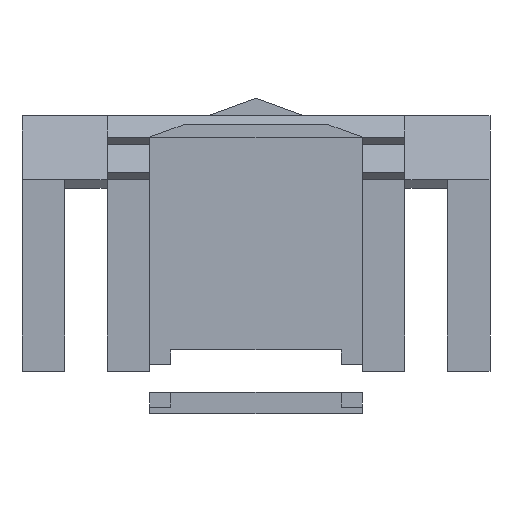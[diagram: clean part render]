
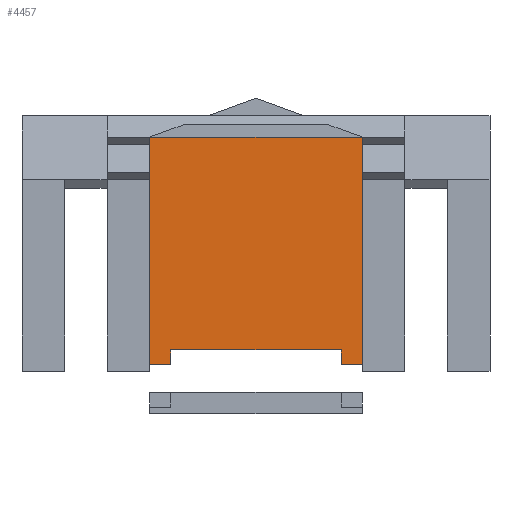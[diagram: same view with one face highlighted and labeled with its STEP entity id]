
A CAD part, left-side view. The second image highlights one B-rep face of the part: STEP entity #4457.
In plain terms, the highlighted planar face has unit normal (-1, 0, 0).
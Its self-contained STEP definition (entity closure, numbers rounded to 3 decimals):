
#81=FACE_OUTER_BOUND('',#316,.T.);
#316=EDGE_LOOP('',(#3160,#3161,#3162,#3163,#3164,#3165,#3166,#3167));
#686=LINE('',#6357,#1335);
#692=LINE('',#6369,#1341);
#693=LINE('',#6371,#1342);
#694=LINE('',#6373,#1343);
#695=LINE('',#6375,#1344);
#696=LINE('',#6377,#1345);
#697=LINE('',#6379,#1346);
#698=LINE('',#6380,#1347);
#1335=VECTOR('',#5157,3.29);
#1341=VECTOR('',#5167,3.29);
#1342=VECTOR('',#5168,3.29);
#1343=VECTOR('',#5169,3.29);
#1344=VECTOR('',#5170,3.29);
#1345=VECTOR('',#5171,3.29);
#1346=VECTOR('',#5172,3.29);
#1347=VECTOR('',#5173,3.29);
#1942=VERTEX_POINT('',#6354);
#1943=VERTEX_POINT('',#6356);
#1947=VERTEX_POINT('',#6368);
#1948=VERTEX_POINT('',#6370);
#1949=VERTEX_POINT('',#6372);
#1950=VERTEX_POINT('',#6374);
#1951=VERTEX_POINT('',#6376);
#1952=VERTEX_POINT('',#6378);
#2406=EDGE_CURVE('',#1942,#1943,#686,.T.);
#2412=EDGE_CURVE('',#1947,#1943,#692,.T.);
#2413=EDGE_CURVE('',#1948,#1942,#693,.T.);
#2414=EDGE_CURVE('',#1949,#1948,#694,.T.);
#2415=EDGE_CURVE('',#1950,#1949,#695,.T.);
#2416=EDGE_CURVE('',#1951,#1950,#696,.T.);
#2417=EDGE_CURVE('',#1952,#1951,#697,.T.);
#2418=EDGE_CURVE('',#1947,#1952,#698,.T.);
#3160=ORIENTED_EDGE('',*,*,#2412,.T.);
#3161=ORIENTED_EDGE('',*,*,#2406,.F.);
#3162=ORIENTED_EDGE('',*,*,#2413,.F.);
#3163=ORIENTED_EDGE('',*,*,#2414,.F.);
#3164=ORIENTED_EDGE('',*,*,#2415,.F.);
#3165=ORIENTED_EDGE('',*,*,#2416,.F.);
#3166=ORIENTED_EDGE('',*,*,#2417,.F.);
#3167=ORIENTED_EDGE('',*,*,#2418,.F.);
#4226=PLANE('',#4703);
#4457=ADVANCED_FACE('',(#81),#4226,.T.);
#4703=AXIS2_PLACEMENT_3D('',#6367,#5165,#5166);
#5157=DIRECTION('',(0.,1.,0.));
#5165=DIRECTION('center_axis',(-1.,0.,0.));
#5166=DIRECTION('ref_axis',(0.,1.,0.));
#5167=DIRECTION('',(0.,0.,-1.));
#5168=DIRECTION('',(0.,0.,-1.));
#5169=DIRECTION('',(0.,-1.,0.));
#5170=DIRECTION('',(0.,0.,1.));
#5171=DIRECTION('',(0.,1.,0.));
#5172=DIRECTION('',(0.,0.,-1.));
#5173=DIRECTION('',(0.,1.,0.));
#6354=CARTESIAN_POINT('',(19.139,-92.033,76.182));
#6356=CARTESIAN_POINT('',(19.139,-88.742,76.182));
#6357=CARTESIAN_POINT('',(19.139,-92.033,76.182));
#6367=CARTESIAN_POINT('Origin',(19.139,-92.033,78.486));
#6368=CARTESIAN_POINT('',(19.139,-88.742,78.486));
#6369=CARTESIAN_POINT('',(19.139,-88.742,78.486));
#6370=CARTESIAN_POINT('',(19.139,-92.033,111.389));
#6371=CARTESIAN_POINT('',(19.139,-92.033,78.486));
#6372=CARTESIAN_POINT('',(19.139,-59.129,111.389));
#6373=CARTESIAN_POINT('',(19.139,-92.033,111.389));
#6374=CARTESIAN_POINT('',(19.139,-59.129,76.182));
#6375=CARTESIAN_POINT('',(19.139,-59.129,78.486));
#6376=CARTESIAN_POINT('',(19.139,-62.42,76.182));
#6377=CARTESIAN_POINT('',(19.139,-59.129,76.182));
#6378=CARTESIAN_POINT('',(19.139,-62.42,78.486));
#6379=CARTESIAN_POINT('',(19.139,-62.42,78.486));
#6380=CARTESIAN_POINT('',(19.139,-92.033,78.486));
